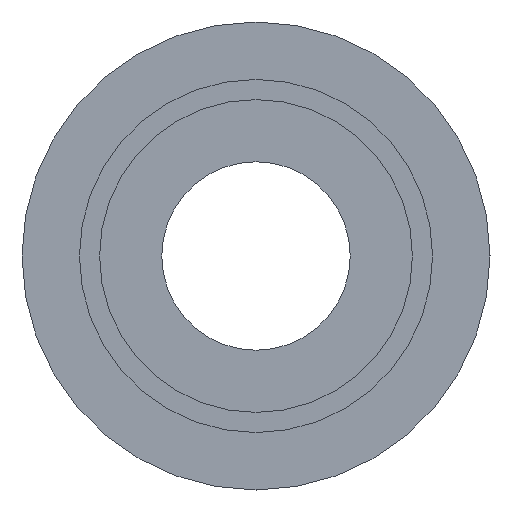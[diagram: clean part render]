
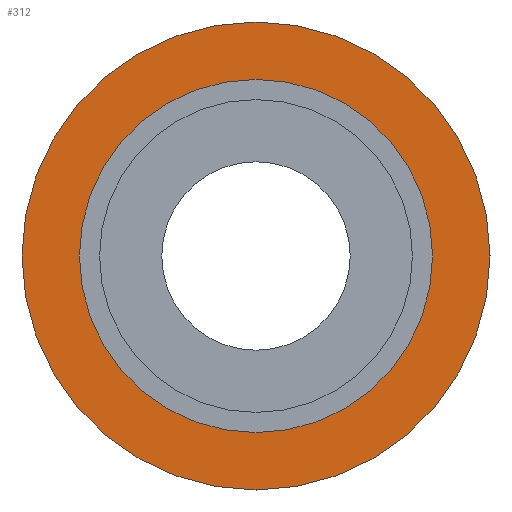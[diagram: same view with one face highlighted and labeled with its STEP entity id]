
A CAD part, front view. The second image highlights one B-rep face of the part: STEP entity #312.
In plain terms, the highlighted planar face has unit normal (0, -1, 0).
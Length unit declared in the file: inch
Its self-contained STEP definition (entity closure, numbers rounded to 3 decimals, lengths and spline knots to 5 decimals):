
#56 = EDGE_CURVE ( 'NONE', #515, #469, #221, .T. ) ;
#71 = AXIS2_PLACEMENT_3D ( 'NONE', #396, #113, #337 ) ;
#72 = DIRECTION ( 'NONE',  ( 0., 1., 0. ) ) ;
#98 = EDGE_LOOP ( 'NONE', ( #644, #607 ) ) ;
#113 = DIRECTION ( 'NONE',  ( 0., 1., 0. ) ) ;
#116 = AXIS2_PLACEMENT_3D ( 'NONE', #465, #140, #256 ) ;
#121 = VERTEX_POINT ( 'NONE', #471 ) ;
#135 = CARTESIAN_POINT ( 'NONE',  ( 0., -1.57, 0. ) ) ;
#138 = VERTEX_POINT ( 'NONE', #637 ) ;
#140 = DIRECTION ( 'NONE',  ( 0., 1., 0. ) ) ;
#160 = AXIS2_PLACEMENT_3D ( 'NONE', #553, #233, #308 ) ;
#206 = AXIS2_PLACEMENT_3D ( 'NONE', #416, #627, #217 ) ;
#217 = DIRECTION ( 'NONE',  ( -1., 0., 0. ) ) ;
#219 = FACE_OUTER_BOUND ( 'NONE', #623, .T. ) ;
#221 = CIRCLE ( 'NONE', #160, 0.815 ) ;
#233 = DIRECTION ( 'NONE',  ( 0., 1., 0. ) ) ;
#256 = DIRECTION ( 'NONE',  ( -1., 0., 0. ) ) ;
#268 = CIRCLE ( 'NONE', #443, 1.08 ) ;
#308 = DIRECTION ( 'NONE',  ( -1., 0., 0. ) ) ;
#312 = ADVANCED_FACE ( 'NONE', ( #219, #655 ), #548, .F. ) ;
#337 = DIRECTION ( 'NONE',  ( -1., 0., 0. ) ) ;
#339 = ORIENTED_EDGE ( 'NONE', *, *, #640, .F. ) ;
#383 = ORIENTED_EDGE ( 'NONE', *, *, #438, .F. ) ;
#393 = CIRCLE ( 'NONE', #116, 0.815 ) ;
#396 = CARTESIAN_POINT ( 'NONE',  ( 1.08, -1.57, 0. ) ) ;
#404 = CARTESIAN_POINT ( 'NONE',  ( -0.815, -1.57, 0. ) ) ;
#416 = CARTESIAN_POINT ( 'NONE',  ( 0., -1.57, 0. ) ) ;
#438 = EDGE_CURVE ( 'NONE', #121, #138, #268, .T. ) ;
#443 = AXIS2_PLACEMENT_3D ( 'NONE', #135, #72, #555 ) ;
#465 = CARTESIAN_POINT ( 'NONE',  ( 0., -1.57, 0. ) ) ;
#469 = VERTEX_POINT ( 'NONE', #404 ) ;
#471 = CARTESIAN_POINT ( 'NONE',  ( -1.08, -1.57, 0. ) ) ;
#507 = CIRCLE ( 'NONE', #206, 1.08 ) ;
#513 = CARTESIAN_POINT ( 'NONE',  ( 0.815, -1.57, 0. ) ) ;
#515 = VERTEX_POINT ( 'NONE', #513 ) ;
#548 = PLANE ( 'NONE',  #71 ) ;
#553 = CARTESIAN_POINT ( 'NONE',  ( 0., -1.57, 0. ) ) ;
#555 = DIRECTION ( 'NONE',  ( -1., 0., 0. ) ) ;
#607 = ORIENTED_EDGE ( 'NONE', *, *, #56, .T. ) ;
#623 = EDGE_LOOP ( 'NONE', ( #383, #339 ) ) ;
#627 = DIRECTION ( 'NONE',  ( 0., 1., 0. ) ) ;
#635 = EDGE_CURVE ( 'NONE', #469, #515, #393, .T. ) ;
#637 = CARTESIAN_POINT ( 'NONE',  ( 1.08, -1.57, 0. ) ) ;
#640 = EDGE_CURVE ( 'NONE', #138, #121, #507, .T. ) ;
#644 = ORIENTED_EDGE ( 'NONE', *, *, #635, .T. ) ;
#655 = FACE_BOUND ( 'NONE', #98, .T. ) ;
